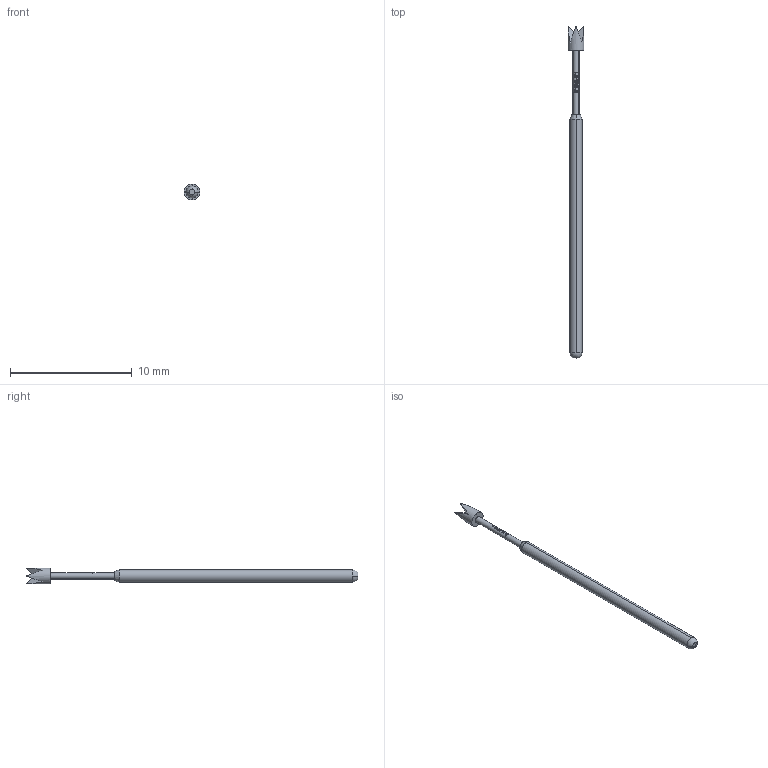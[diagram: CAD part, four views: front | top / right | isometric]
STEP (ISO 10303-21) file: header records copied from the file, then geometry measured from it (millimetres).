
FILE_DESCRIPTION (( 'STEP AP203' ), '1' );
FILE_NAME ('INGUN_GKS-101_314_130_A_xx00.STEP', '2021-11-02T07:42:49', ( 'ochi' ), ( '' ), 'SwSTEP 2.0', 'SolidWorks 2018', '' );
FILE_SCHEMA (( 'CONFIG_CONTROL_DESIGN' ));
Length unit declared in the file: millimetre
Products named in the file (1): INGUN_GKS-101_314_130_A_xx00
Bounding box: 1.3 x 27.3 x 1.3 mm (x, y, z)
Volume: 18.3 mm3; surface area: 82.2 mm2
Topology: 1 solids, 1 shells, 81 faces, 209 edges, 135 vertices
Faces by surface type: plane 41, bspline 22, cylinder 14, cone 2, sphere 2
Entity records: 3940 total; most frequent: CARTESIAN_POINT 2282, ORIENTED_EDGE 414, EDGE_CURVE 207, DIRECTION 183, B_SPLINE_CURVE_WITH_KNOTS 158, VERTEX_POINT 135, EDGE_LOOP 88, AXIS2_PLACEMENT_3D 82
